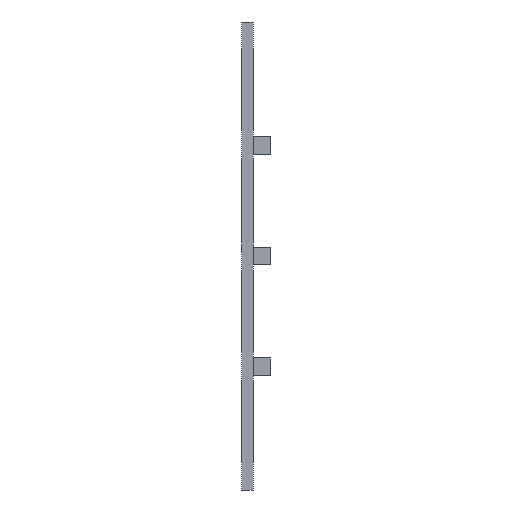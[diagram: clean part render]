
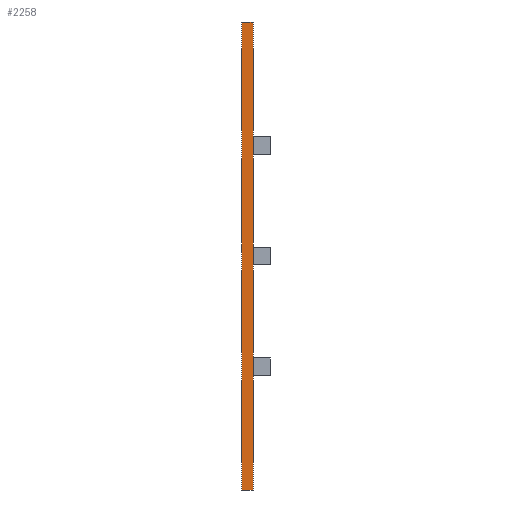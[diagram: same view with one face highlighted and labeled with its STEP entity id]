
A CAD part, left-side view. The second image highlights one B-rep face of the part: STEP entity #2258.
In plain terms, the highlighted planar face has unit normal (-1, 0, 0).
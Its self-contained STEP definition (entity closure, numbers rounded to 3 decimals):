
#104=FACE_OUTER_BOUND('',#244,.T.);
#244=EDGE_LOOP('',(#1763,#1764,#1765,#1766));
#440=LINE('',#3237,#752);
#443=LINE('',#3242,#755);
#508=LINE('',#3373,#820);
#509=LINE('',#3374,#821);
#752=VECTOR('',#2663,10.);
#755=VECTOR('',#2668,10.);
#820=VECTOR('',#2735,10.);
#821=VECTOR('',#2736,10.);
#1027=VERTEX_POINT('',#3234);
#1028=VERTEX_POINT('',#3236);
#1029=VERTEX_POINT('',#3240);
#1094=VERTEX_POINT('',#3372);
#1272=EDGE_CURVE('',#1027,#1028,#440,.T.);
#1275=EDGE_CURVE('',#1029,#1027,#443,.T.);
#1340=EDGE_CURVE('',#1028,#1094,#508,.T.);
#1341=EDGE_CURVE('',#1094,#1029,#509,.T.);
#1763=ORIENTED_EDGE('',*,*,#1340,.F.);
#1764=ORIENTED_EDGE('',*,*,#1272,.F.);
#1765=ORIENTED_EDGE('',*,*,#1275,.F.);
#1766=ORIENTED_EDGE('',*,*,#1341,.F.);
#2143=PLANE('',#2387);
#2258=ADVANCED_FACE('',(#104),#2143,.F.);
#2387=AXIS2_PLACEMENT_3D('',#3371,#2733,#2734);
#2663=DIRECTION('',(0.,1.,0.));
#2668=DIRECTION('',(0.,0.,-1.));
#2733=DIRECTION('center_axis',(1.,0.,0.));
#2734=DIRECTION('ref_axis',(0.,0.,-1.));
#2735=DIRECTION('',(0.,0.,1.));
#2736=DIRECTION('',(0.,-1.,0.));
#3234=CARTESIAN_POINT('',(-8.9,3.,-69.55));
#3236=CARTESIAN_POINT('',(-8.9,5.,-69.55));
#3237=CARTESIAN_POINT('',(-8.9,5.,-69.55));
#3240=CARTESIAN_POINT('',(-8.9,3.,11.8));
#3242=CARTESIAN_POINT('',(-8.9,3.,-43.05));
#3371=CARTESIAN_POINT('Origin',(-8.9,5.,-66.85));
#3372=CARTESIAN_POINT('',(-8.9,5.,11.8));
#3373=CARTESIAN_POINT('',(-8.9,5.,-47.863));
#3374=CARTESIAN_POINT('',(-8.9,5.,11.8));
